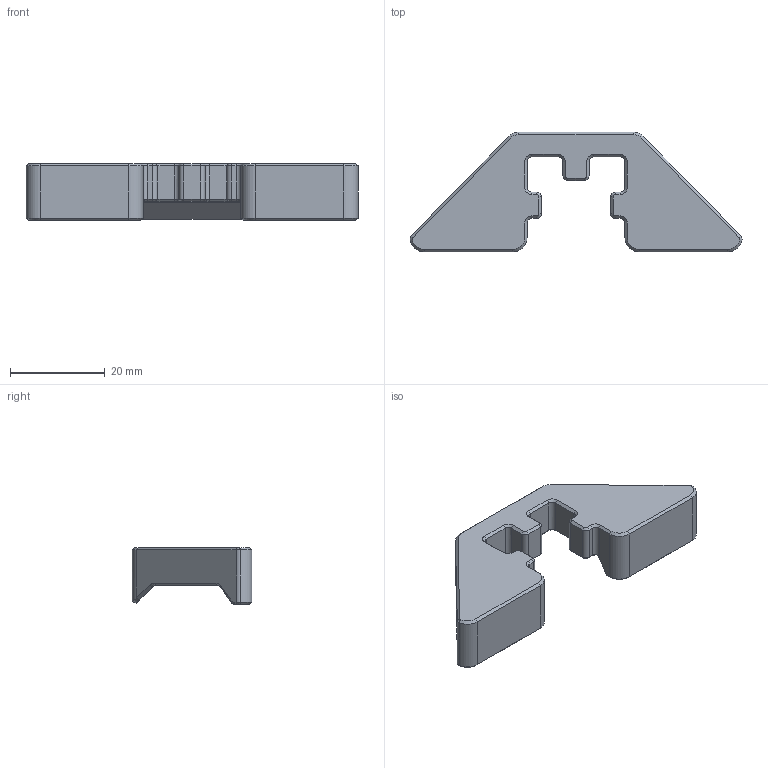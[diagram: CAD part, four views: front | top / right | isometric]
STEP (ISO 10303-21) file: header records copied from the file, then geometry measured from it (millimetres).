
FILE_DESCRIPTION (( 'STEP AP203' ), '1' );
FILE_NAME ('25c-p034 camera clamp slider.step', '2025-08-07T01:15:55', ( '' ), ( '' ), '', '', '' );
FILE_SCHEMA (( 'CONFIG_CONTROL_DESIGN' ));
Length unit declared in the file: millimetre
Products named in the file (1): 25c-p034 camera clamp slider
Bounding box: 69.93 x 25.2 x 12 mm (x, y, z)
Volume: 5546.5 mm3; surface area: 4881.3 mm2
Topology: 1 solids, 1 shells, 229 faces, 535 edges, 308 vertices
Faces by surface type: plane 101, cone 57, cylinder 41, bspline 30
Entity records: 8461 total; most frequent: CARTESIAN_POINT 3444, ORIENTED_EDGE 1070, DIRECTION 947, EDGE_CURVE 535, AXIS2_PLACEMENT_3D 322, VERTEX_POINT 308, VECTOR 303, LINE 303
